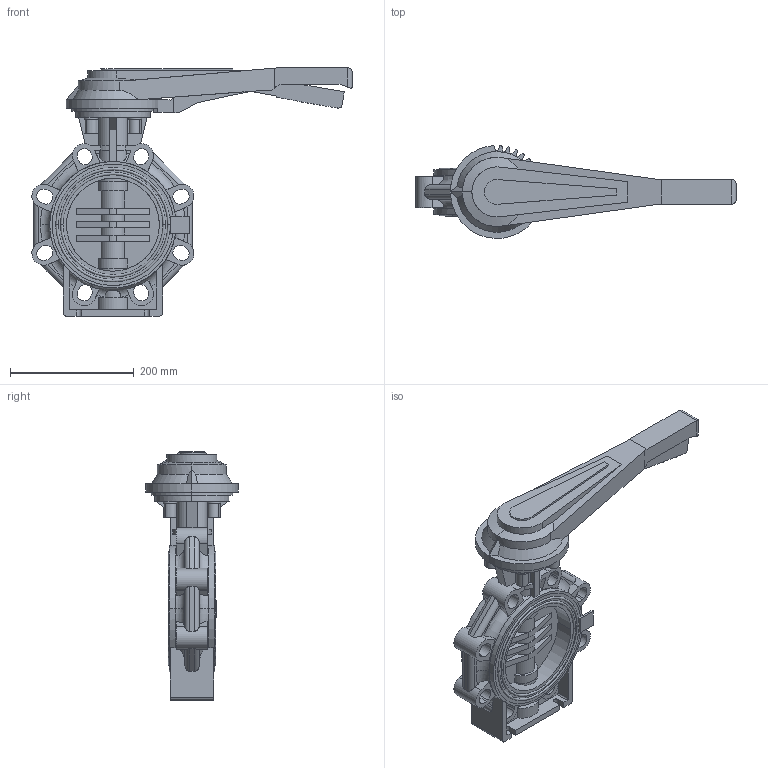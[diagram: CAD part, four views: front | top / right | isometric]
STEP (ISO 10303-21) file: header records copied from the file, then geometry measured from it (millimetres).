
FILE_DESCRIPTION(('STEP AP214'),'1');
FILE_NAME('cctmp_6EF83622-01FE-4C20-8EF7-9AB2B4DE62F3_2018_11_21_10_18_31_706..stp','2018-11-21T09:18:32',('Praher Valves GmbH'),('CADClick - www.CADClick.com'),'Spatial InterOp 3D',' ','unknown authorization');
FILE_SCHEMA(('AUTOMOTIVE_DESIGN'));
Length unit declared in the file: millimetre
Products named in the file (1): 1
Bounding box: 516.77 x 149.74 x 400.68 mm (x, y, z)
Volume: 4144407.6 mm3; surface area: 541132.9 mm2
Topology: 2 solids, 3 shells, 567 faces, 1642 edges, 1083 vertices
Faces by surface type: plane 330, cylinder 213, torus 18, cone 6
Entity records: 26229 total; most frequent: CARTESIAN_POINT 6317, ORIENTED_EDGE 3284, DIRECTION 3239, EDGE_CURVE 1642, AXIS2_PLACEMENT_3D 1127, VERTEX_POINT 1083, LINE 985, VECTOR 985
